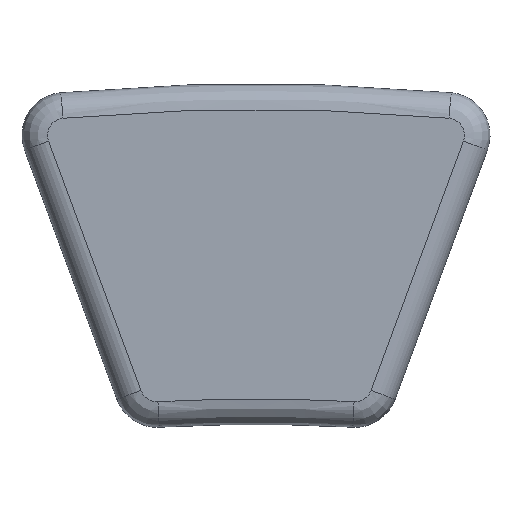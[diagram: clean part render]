
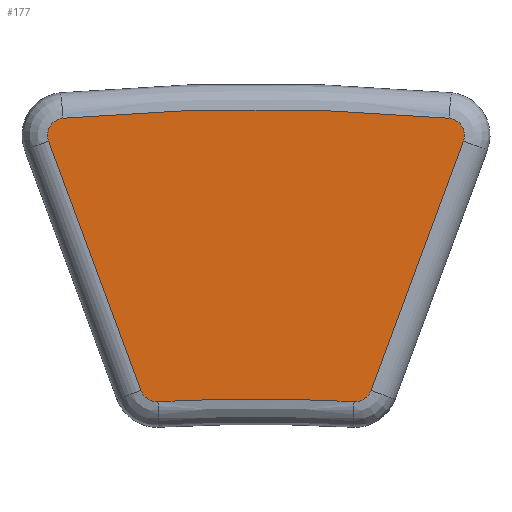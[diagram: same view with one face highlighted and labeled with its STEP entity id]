
A CAD part, top view. The second image highlights one B-rep face of the part: STEP entity #177.
In plain terms, the highlighted planar face has unit normal (0, 0, 1).
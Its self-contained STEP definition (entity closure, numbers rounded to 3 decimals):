
#100=CARTESIAN_POINT('',(-35.22,-24.523,4.0));
#101=DIRECTION('',(0.0,0.0,1.0));
#102=DIRECTION('',(1.0,0.0,0.0));
#103=AXIS2_PLACEMENT_3D('',#100,#101,#102);
#104=PLANE('',#103);
#105=CARTESIAN_POINT('',(13.478,-15.947,4.0));
#106=VERTEX_POINT('',#105);
#107=CARTESIAN_POINT('',(24.301,13.277,4.0));
#108=VERTEX_POINT('',#107);
#109=CARTESIAN_POINT('',(13.478,-15.947,4.0));
#110=DIRECTION('',(0.347,0.938,0.0));
#111=VECTOR('',#110,31.164);
#112=LINE('',#109,#111);
#113=EDGE_CURVE('',#106,#108,#112,.T.);
#114=ORIENTED_EDGE('',*,*,#113,.T.);
#115=CARTESIAN_POINT('',(22.609,15.963,4.0));
#116=VERTEX_POINT('',#115);
#117=CARTESIAN_POINT('',(22.426,13.971,4.0));
#118=DIRECTION('',(0.0,0.0,-1.0));
#119=DIRECTION('',(0.092,0.996,0.0));
#120=AXIS2_PLACEMENT_3D('',#117,#118,#119);
#121=CIRCLE('',#120,2.);
#122=EDGE_CURVE('',#116,#108,#121,.T.);
#123=ORIENTED_EDGE('',*,*,#122,.F.);
#124=CARTESIAN_POINT('',(-22.609,15.963,4.0));
#125=VERTEX_POINT('',#124);
#126=CARTESIAN_POINT('',(0.,-230.0,4.0));
#127=DIRECTION('',(0.0,0.0,1.0));
#128=DIRECTION('',(0.117,0.993,0.0));
#129=AXIS2_PLACEMENT_3D('',#126,#127,#128);
#130=CIRCLE('',#129,247.0);
#131=EDGE_CURVE('',#116,#125,#130,.T.);
#132=ORIENTED_EDGE('',*,*,#131,.T.);
#133=CARTESIAN_POINT('',(-24.301,13.277,4.0));
#134=VERTEX_POINT('',#133);
#135=CARTESIAN_POINT('',(-22.426,13.971,4.0));
#136=DIRECTION('',(0.0,0.0,-1.0));
#137=DIRECTION('',(-0.938,-0.347,0.0));
#138=AXIS2_PLACEMENT_3D('',#135,#136,#137);
#139=CIRCLE('',#138,2.);
#140=EDGE_CURVE('',#134,#125,#139,.T.);
#141=ORIENTED_EDGE('',*,*,#140,.F.);
#142=CARTESIAN_POINT('',(-13.478,-15.947,4.0));
#143=VERTEX_POINT('',#142);
#144=CARTESIAN_POINT('',(-24.301,13.277,4.0));
#145=DIRECTION('',(0.347,-0.938,0.0));
#146=VECTOR('',#145,31.164);
#147=LINE('',#144,#146);
#148=EDGE_CURVE('',#134,#143,#147,.T.);
#149=ORIENTED_EDGE('',*,*,#148,.T.);
#150=CARTESIAN_POINT('',(-11.495,-17.25,4.0));
#151=VERTEX_POINT('',#150);
#152=CARTESIAN_POINT('',(-11.602,-15.253,4.0));
#153=DIRECTION('',(0.0,0.0,-1.0));
#154=DIRECTION('',(0.054,-0.999,0.0));
#155=AXIS2_PLACEMENT_3D('',#152,#153,#154);
#156=CIRCLE('',#155,2.);
#157=EDGE_CURVE('',#151,#143,#156,.T.);
#158=ORIENTED_EDGE('',*,*,#157,.F.);
#159=CARTESIAN_POINT('',(11.495,-17.25,4.0));
#160=VERTEX_POINT('',#159);
#161=CARTESIAN_POINT('',(0.,-230.,4.));
#162=DIRECTION('',(0.0,0.0,-1.));
#163=DIRECTION('',(0.071,0.997,0.0));
#164=AXIS2_PLACEMENT_3D('',#161,#162,#163);
#165=CIRCLE('',#164,213.061);
#166=EDGE_CURVE('',#151,#160,#165,.T.);
#167=ORIENTED_EDGE('',*,*,#166,.T.);
#168=CARTESIAN_POINT('',(11.602,-15.253,4.0));
#169=DIRECTION('',(0.0,0.0,-1.0));
#170=DIRECTION('',(0.938,-0.347,0.0));
#171=AXIS2_PLACEMENT_3D('',#168,#169,#170);
#172=CIRCLE('',#171,2.);
#173=EDGE_CURVE('',#106,#160,#172,.T.);
#174=ORIENTED_EDGE('',*,*,#173,.F.);
#175=EDGE_LOOP('',(#114,#123,#132,#141,#149,#158,#167,#174));
#176=FACE_OUTER_BOUND('',#175,.T.);
#177=ADVANCED_FACE('',(#176),#104,.T.);
